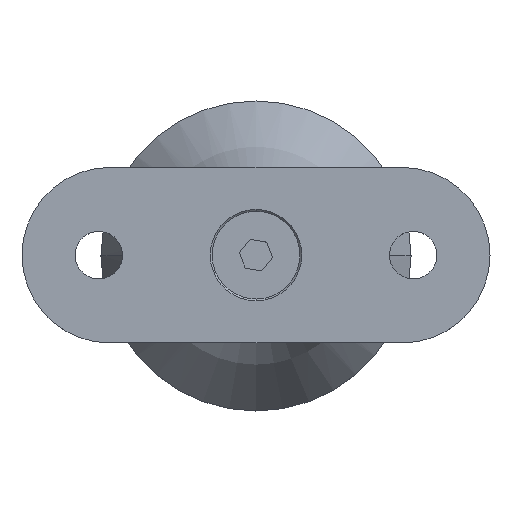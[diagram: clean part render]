
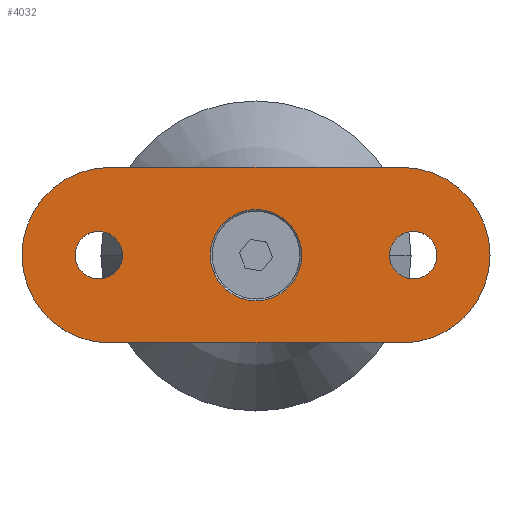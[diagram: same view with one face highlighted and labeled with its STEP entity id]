
A CAD part, top view. The second image highlights one B-rep face of the part: STEP entity #4032.
In plain terms, the highlighted face is planar.
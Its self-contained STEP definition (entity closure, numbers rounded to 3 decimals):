
#8 = CARTESIAN_POINT ( 'NONE',  ( 0., -3.7, -6.25 ) ) ;
#94 = EDGE_CURVE ( 'NONE', #2981, #1295, #1502, .T. ) ;
#178 = CARTESIAN_POINT ( 'NONE',  ( 21.5, -3.7, 0. ) ) ;
#260 = DIRECTION ( 'NONE',  ( 0., -1., 0. ) ) ;
#268 = DIRECTION ( 'NONE',  ( 0., 0., -1. ) ) ;
#278 = DIRECTION ( 'NONE',  ( 0., -1., 0. ) ) ;
#316 = LINE ( 'NONE', #3426, #3375 ) ;
#338 = DIRECTION ( 'NONE',  ( 0., -1., 0. ) ) ;
#381 = AXIS2_PLACEMENT_3D ( 'NONE', #2590, #2889, #1320 ) ;
#426 = VERTEX_POINT ( 'NONE', #2787 ) ;
#431 = ORIENTED_EDGE ( 'NONE', *, *, #3551, .T. ) ;
#439 = EDGE_CURVE ( 'NONE', #4036, #426, #1393, .T. ) ;
#453 = FACE_BOUND ( 'NONE', #3988, .T. ) ;
#482 = CARTESIAN_POINT ( 'NONE',  ( 21.5, -3.7, 3.25 ) ) ;
#610 = DIRECTION ( 'NONE',  ( 0., -1., 0. ) ) ;
#656 = VERTEX_POINT ( 'NONE', #2965 ) ;
#658 = CIRCLE ( 'NONE', #2287, 3.25 ) ;
#688 = AXIS2_PLACEMENT_3D ( 'NONE', #2146, #278, #928 ) ;
#689 = DIRECTION ( 'NONE',  ( 0., -1., 0. ) ) ;
#693 = CARTESIAN_POINT ( 'NONE',  ( 20., -3.7, 0. ) ) ;
#748 = CIRCLE ( 'NONE', #1332, 12. ) ;
#764 = FACE_OUTER_BOUND ( 'NONE', #2535, .T. ) ;
#821 = AXIS2_PLACEMENT_3D ( 'NONE', #3892, #689, #3248 ) ;
#890 = AXIS2_PLACEMENT_3D ( 'NONE', #2364, #2752, #3016 ) ;
#928 = DIRECTION ( 'NONE',  ( 0., 0., -1. ) ) ;
#950 = DIRECTION ( 'NONE',  ( 1., 0., 0. ) ) ;
#955 = VECTOR ( 'NONE', #950, 1000. ) ;
#1185 = EDGE_CURVE ( 'NONE', #656, #3665, #316, .T. ) ;
#1295 = VERTEX_POINT ( 'NONE', #3182 ) ;
#1320 = DIRECTION ( 'NONE',  ( 0., 0., -1. ) ) ;
#1332 = AXIS2_PLACEMENT_3D ( 'NONE', #693, #610, #2532 ) ;
#1393 = CIRCLE ( 'NONE', #688, 3.25 ) ;
#1451 = CARTESIAN_POINT ( 'NONE',  ( 21.5, -3.7, -3.25 ) ) ;
#1480 = CARTESIAN_POINT ( 'NONE',  ( -20., -3.7, 0. ) ) ;
#1492 = DIRECTION ( 'NONE',  ( 0., 0., -1. ) ) ;
#1502 = LINE ( 'NONE', #2215, #955 ) ;
#1513 = EDGE_CURVE ( 'NONE', #3665, #2981, #3969, .T. ) ;
#1515 = ORIENTED_EDGE ( 'NONE', *, *, #94, .T. ) ;
#1524 = DIRECTION ( 'NONE',  ( 0., -1., 0. ) ) ;
#1578 = EDGE_LOOP ( 'NONE', ( #2747, #3894 ) ) ;
#1666 = VERTEX_POINT ( 'NONE', #1451 ) ;
#1678 = CARTESIAN_POINT ( 'NONE',  ( -20., -3.7, 12. ) ) ;
#1679 = ORIENTED_EDGE ( 'NONE', *, *, #439, .F. ) ;
#1682 = EDGE_CURVE ( 'NONE', #1666, #3723, #658, .T. ) ;
#1751 = ORIENTED_EDGE ( 'NONE', *, *, #1185, .T. ) ;
#1773 = DIRECTION ( 'NONE',  ( 0., 0., -1. ) ) ;
#1817 = CARTESIAN_POINT ( 'NONE',  ( -21.5, -3.7, 0. ) ) ;
#2029 = CARTESIAN_POINT ( 'NONE',  ( 0., -3.7, 6.25 ) ) ;
#2036 = ORIENTED_EDGE ( 'NONE', *, *, #3015, .F. ) ;
#2088 = AXIS2_PLACEMENT_3D ( 'NONE', #1480, #1524, #268 ) ;
#2146 = CARTESIAN_POINT ( 'NONE',  ( -21.5, -3.7, 0. ) ) ;
#2215 = CARTESIAN_POINT ( 'NONE',  ( -32., -3.7, -12. ) ) ;
#2247 = CIRCLE ( 'NONE', #3617, 3.25 ) ;
#2279 = FACE_BOUND ( 'NONE', #3114, .T. ) ;
#2287 = AXIS2_PLACEMENT_3D ( 'NONE', #2689, #260, #1492 ) ;
#2298 = CARTESIAN_POINT ( 'NONE',  ( -21.5, -3.7, 3.25 ) ) ;
#2364 = CARTESIAN_POINT ( 'NONE',  ( 0., -3.7, 0. ) ) ;
#2426 = EDGE_CURVE ( 'NONE', #3683, #3141, #3051, .T. ) ;
#2427 = DIRECTION ( 'NONE',  ( 0., -1., 0. ) ) ;
#2463 = DIRECTION ( 'NONE',  ( -1., 0., 0. ) ) ;
#2532 = DIRECTION ( 'NONE',  ( 0., 0., -1. ) ) ;
#2535 = EDGE_LOOP ( 'NONE', ( #1751, #3884, #1515, #431 ) ) ;
#2590 = CARTESIAN_POINT ( 'NONE',  ( 0., -3.7, 0. ) ) ;
#2650 = CARTESIAN_POINT ( 'NONE',  ( -20., -3.7, -12. ) ) ;
#2689 = CARTESIAN_POINT ( 'NONE',  ( 21.5, -3.7, 0. ) ) ;
#2747 = ORIENTED_EDGE ( 'NONE', *, *, #3859, .T. ) ;
#2752 = DIRECTION ( 'NONE',  ( 0., 1., 0. ) ) ;
#2787 = CARTESIAN_POINT ( 'NONE',  ( -21.5, -3.7, -3.25 ) ) ;
#2889 = DIRECTION ( 'NONE',  ( 0., 1., 0. ) ) ;
#2965 = CARTESIAN_POINT ( 'NONE',  ( 20., -3.7, 12. ) ) ;
#2981 = VERTEX_POINT ( 'NONE', #2650 ) ;
#3015 = EDGE_CURVE ( 'NONE', #3723, #1666, #2247, .T. ) ;
#3016 = DIRECTION ( 'NONE',  ( 0., 0., -1. ) ) ;
#3051 = CIRCLE ( 'NONE', #381, 6.25 ) ;
#3094 = CIRCLE ( 'NONE', #3871, 3.25 ) ;
#3114 = EDGE_LOOP ( 'NONE', ( #2036, #3396 ) ) ;
#3141 = VERTEX_POINT ( 'NONE', #8 ) ;
#3162 = EDGE_CURVE ( 'NONE', #426, #4036, #3094, .T. ) ;
#3182 = CARTESIAN_POINT ( 'NONE',  ( 20., -3.7, -12. ) ) ;
#3248 = DIRECTION ( 'NONE',  ( 0., 0., -1. ) ) ;
#3354 = ORIENTED_EDGE ( 'NONE', *, *, #3162, .F. ) ;
#3375 = VECTOR ( 'NONE', #2463, 1000. ) ;
#3395 = DIRECTION ( 'NONE',  ( 0., 0., -1. ) ) ;
#3396 = ORIENTED_EDGE ( 'NONE', *, *, #1682, .F. ) ;
#3426 = CARTESIAN_POINT ( 'NONE',  ( 32., -3.7, 12. ) ) ;
#3551 = EDGE_CURVE ( 'NONE', #1295, #656, #748, .T. ) ;
#3617 = AXIS2_PLACEMENT_3D ( 'NONE', #178, #2427, #1773 ) ;
#3623 = CIRCLE ( 'NONE', #890, 6.25 ) ;
#3665 = VERTEX_POINT ( 'NONE', #1678 ) ;
#3683 = VERTEX_POINT ( 'NONE', #2029 ) ;
#3723 = VERTEX_POINT ( 'NONE', #482 ) ;
#3812 = FACE_BOUND ( 'NONE', #1578, .T. ) ;
#3829 = PLANE ( 'NONE',  #821 ) ;
#3859 = EDGE_CURVE ( 'NONE', #3141, #3683, #3623, .T. ) ;
#3871 = AXIS2_PLACEMENT_3D ( 'NONE', #1817, #338, #3395 ) ;
#3884 = ORIENTED_EDGE ( 'NONE', *, *, #1513, .T. ) ;
#3892 = CARTESIAN_POINT ( 'NONE',  ( -32., -3.7, 12. ) ) ;
#3894 = ORIENTED_EDGE ( 'NONE', *, *, #2426, .T. ) ;
#3969 = CIRCLE ( 'NONE', #2088, 12. ) ;
#3988 = EDGE_LOOP ( 'NONE', ( #1679, #3354 ) ) ;
#4032 = ADVANCED_FACE ( 'NONE', ( #3812, #453, #2279, #764 ), #3829, .T. ) ;
#4036 = VERTEX_POINT ( 'NONE', #2298 ) ;
